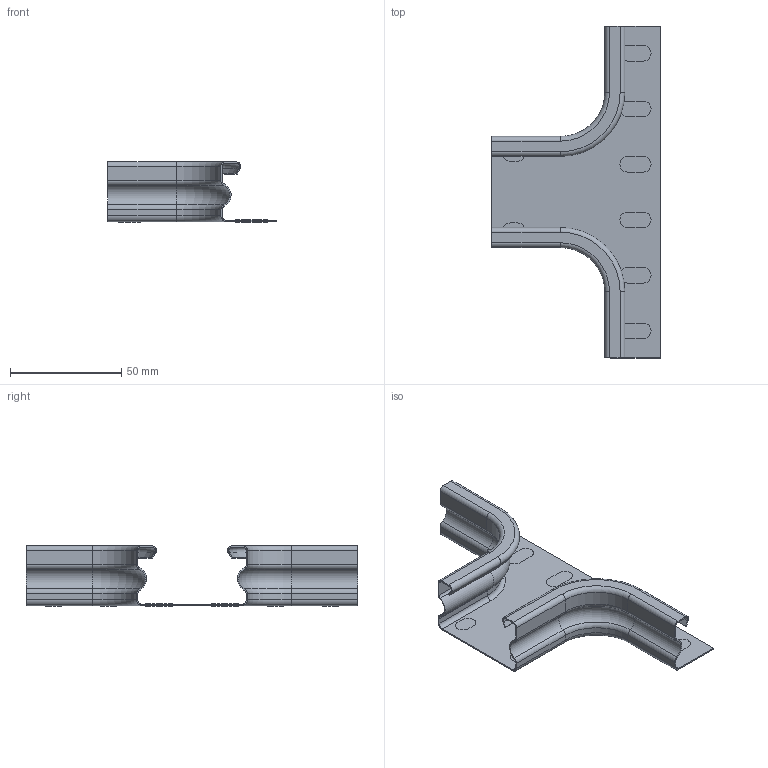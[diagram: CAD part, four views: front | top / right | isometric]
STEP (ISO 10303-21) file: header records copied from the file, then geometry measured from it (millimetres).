
FILE_DESCRIPTION(/* description */ (''),/* implementation_level */ '2;1');
FILE_NAME(/* name */ '340105.stp',/* time_stamp */ '2025-12-05T09:12:25+01:00',/* author */ ('mael.lecharpentier'),/* organization */ (''),/* preprocessor_version */ 'ST-DEVELOPER v20',/* originating_system */ 'AutoCAD Mechanical',/* authorisation */ '');
FILE_SCHEMA (('AUTOMOTIVE_DESIGN { 1 0 10303 214 3 1 1 }'));
Length unit declared in the file: millimetre
Products named in the file (1): Product
Bounding box: 76 x 149.5 x 27.2 mm (x, y, z)
Volume: 8580.5 mm3; surface area: 30260.2 mm2
Topology: 1 solids, 17 shells, 140 faces, 366 edges, 244 vertices
Faces by surface type: cylinder 56, plane 54, torus 24, cone 6
Entity records: 4371 total; most frequent: DIRECTION 820, CARTESIAN_POINT 751, ORIENTED_EDGE 668, EDGE_CURVE 366, AXIS2_PLACEMENT_3D 313, VERTEX_POINT 244, LINE 194, VECTOR 194
